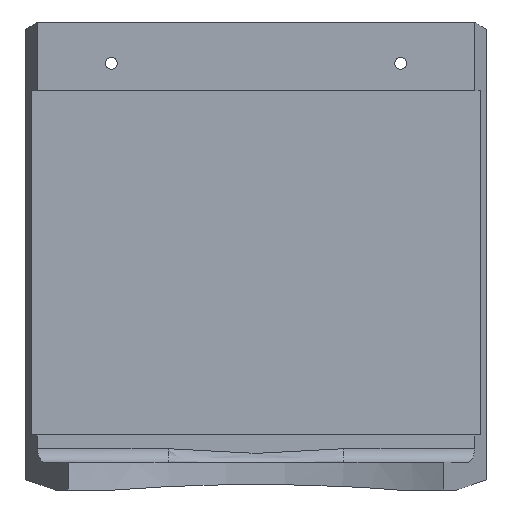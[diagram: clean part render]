
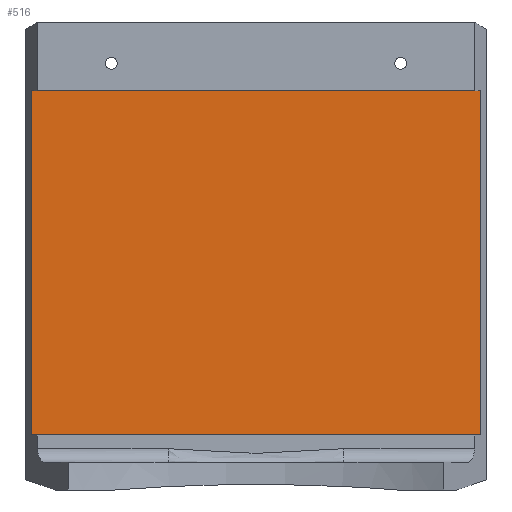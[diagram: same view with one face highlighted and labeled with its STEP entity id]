
A CAD part, front view. The second image highlights one B-rep face of the part: STEP entity #516.
In plain terms, the highlighted planar face has unit normal (0, -1, 0).
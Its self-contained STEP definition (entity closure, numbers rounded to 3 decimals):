
#128 = DIRECTION ( 'NONE',  ( 0., 0., -1. ) ) ;
#131 = VERTEX_POINT ( 'NONE', #149 ) ;
#132 = VECTOR ( 'NONE', #128, 1000. ) ;
#149 = CARTESIAN_POINT ( 'NONE',  ( -65.232, 3., 44. ) ) ;
#156 = CARTESIAN_POINT ( 'NONE',  ( -83.5, 3., -56. ) ) ;
#186 = CARTESIAN_POINT ( 'NONE',  ( 0., 3., 0. ) ) ;
#189 = CARTESIAN_POINT ( 'NONE',  ( 65.232, 3., -56. ) ) ;
#205 = VERTEX_POINT ( 'NONE', #753 ) ;
#228 = EDGE_CURVE ( 'NONE', #420, #131, #542, .T. ) ;
#236 = DIRECTION ( 'NONE',  ( 1., 0., 0. ) ) ;
#260 = EDGE_CURVE ( 'NONE', #205, #576, #908, .T. ) ;
#270 = DIRECTION ( 'NONE',  ( 0., 0., 1. ) ) ;
#305 = DIRECTION ( 'NONE',  ( -1., 0., 0. ) ) ;
#385 = ORIENTED_EDGE ( 'NONE', *, *, #228, .T. ) ;
#420 = VERTEX_POINT ( 'NONE', #901 ) ;
#447 = AXIS2_PLACEMENT_3D ( 'NONE', #186, #936, #796 ) ;
#470 = ORIENTED_EDGE ( 'NONE', *, *, #954, .T. ) ;
#486 = EDGE_LOOP ( 'NONE', ( #507, #385, #470, #819 ) ) ;
#507 = ORIENTED_EDGE ( 'NONE', *, *, #846, .T. ) ;
#516 = ADVANCED_FACE ( 'NONE', ( #573 ), #934, .T. ) ;
#542 = LINE ( 'NONE', #670, #878 ) ;
#555 = LINE ( 'NONE', #625, #952 ) ;
#573 = FACE_OUTER_BOUND ( 'NONE', #486, .T. ) ;
#576 = VERTEX_POINT ( 'NONE', #189 ) ;
#625 = CARTESIAN_POINT ( 'NONE',  ( 65.232, 3., 0. ) ) ;
#670 = CARTESIAN_POINT ( 'NONE',  ( -83.5, 3., 44. ) ) ;
#753 = CARTESIAN_POINT ( 'NONE',  ( -65.232, 3., -56. ) ) ;
#794 = CARTESIAN_POINT ( 'NONE',  ( -65.232, 3., 0. ) ) ;
#796 = DIRECTION ( 'NONE',  ( 0., 0., -1. ) ) ;
#802 = LINE ( 'NONE', #794, #132 ) ;
#815 = VECTOR ( 'NONE', #236, 1000. ) ;
#819 = ORIENTED_EDGE ( 'NONE', *, *, #260, .T. ) ;
#846 = EDGE_CURVE ( 'NONE', #576, #420, #555, .T. ) ;
#878 = VECTOR ( 'NONE', #305, 1000. ) ;
#901 = CARTESIAN_POINT ( 'NONE',  ( 65.232, 3., 44. ) ) ;
#908 = LINE ( 'NONE', #156, #815 ) ;
#934 = PLANE ( 'NONE',  #447 ) ;
#936 = DIRECTION ( 'NONE',  ( 0., -1., 0. ) ) ;
#952 = VECTOR ( 'NONE', #270, 1000. ) ;
#954 = EDGE_CURVE ( 'NONE', #131, #205, #802, .T. ) ;
